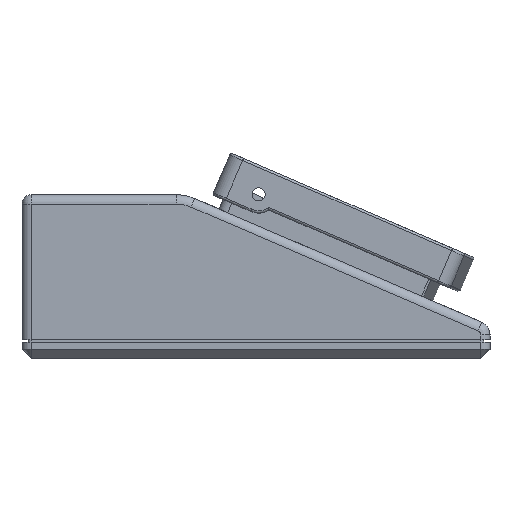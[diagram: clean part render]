
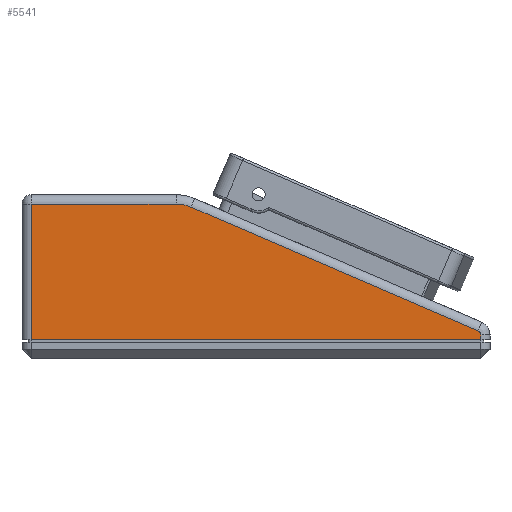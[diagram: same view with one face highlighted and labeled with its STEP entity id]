
A CAD part, front view. The second image highlights one B-rep face of the part: STEP entity #5541.
In plain terms, the highlighted planar face has unit normal (0, -1, 0).
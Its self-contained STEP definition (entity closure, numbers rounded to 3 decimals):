
#216=PLANE('',#5994);
#436=FACE_OUTER_BOUND('',#780,.T.);
#780=EDGE_LOOP('',(#4405,#4406,#4407,#4408,#4409,#4410,#4411));
#1275=LINE('',#8907,#1793);
#1280=LINE('',#8923,#1798);
#1281=LINE('',#8927,#1799);
#1282=LINE('',#8931,#1800);
#1283=LINE('',#8932,#1801);
#1793=VECTOR('',#7164,10.);
#1798=VECTOR('',#7179,10.);
#1799=VECTOR('',#7182,10.);
#1800=VECTOR('',#7185,10.);
#1801=VECTOR('',#7186,10.);
#2147=CIRCLE('',#5995,1.);
#2148=CIRCLE('',#5996,8.);
#2586=VERTEX_POINT('',#8904);
#2587=VERTEX_POINT('',#8906);
#2593=VERTEX_POINT('',#8922);
#2594=VERTEX_POINT('',#8924);
#2595=VERTEX_POINT('',#8926);
#2596=VERTEX_POINT('',#8928);
#2597=VERTEX_POINT('',#8930);
#3241=EDGE_CURVE('',#2587,#2586,#1275,.T.);
#3249=EDGE_CURVE('',#2593,#2586,#1280,.T.);
#3250=EDGE_CURVE('',#2594,#2593,#2147,.T.);
#3251=EDGE_CURVE('',#2595,#2594,#1281,.T.);
#3252=EDGE_CURVE('',#2596,#2595,#2148,.T.);
#3253=EDGE_CURVE('',#2597,#2596,#1282,.T.);
#3254=EDGE_CURVE('',#2587,#2597,#1283,.T.);
#4405=ORIENTED_EDGE('',*,*,#3241,.T.);
#4406=ORIENTED_EDGE('',*,*,#3249,.F.);
#4407=ORIENTED_EDGE('',*,*,#3250,.F.);
#4408=ORIENTED_EDGE('',*,*,#3251,.F.);
#4409=ORIENTED_EDGE('',*,*,#3252,.F.);
#4410=ORIENTED_EDGE('',*,*,#3253,.F.);
#4411=ORIENTED_EDGE('',*,*,#3254,.F.);
#5541=ADVANCED_FACE('',(#436),#216,.T.);
#5994=AXIS2_PLACEMENT_3D('',#8921,#7177,#7178);
#5995=AXIS2_PLACEMENT_3D('',#8925,#7180,#7181);
#5996=AXIS2_PLACEMENT_3D('',#8929,#7183,#7184);
#7164=DIRECTION('',(1.,0.,0.));
#7177=DIRECTION('center_axis',(0.,-1.,0.));
#7178=DIRECTION('ref_axis',(0.,0.,-1.));
#7179=DIRECTION('',(0.,0.,-1.));
#7180=DIRECTION('center_axis',(0.,1.,0.));
#7181=DIRECTION('ref_axis',(0.835,0.,0.55));
#7182=DIRECTION('',(0.918,0.,-0.396));
#7183=DIRECTION('center_axis',(0.,1.,0.));
#7184=DIRECTION('ref_axis',(0.202,0.,0.979));
#7185=DIRECTION('',(1.,0.,0.));
#7186=DIRECTION('',(0.,0.,1.));
#8904=CARTESIAN_POINT('',(48.,-70.,4.));
#8906=CARTESIAN_POINT('',(-48.,-70.,4.));
#8907=CARTESIAN_POINT('',(0.,-70.,4.));
#8921=CARTESIAN_POINT('Origin',(0.,-70.,17.5));
#8922=CARTESIAN_POINT('',(48.,-70.,5.026));
#8923=CARTESIAN_POINT('',(48.,-70.,12.25));
#8924=CARTESIAN_POINT('',(47.396,-70.,5.944));
#8925=CARTESIAN_POINT('Origin',(47.,-70.,5.026));
#8926=CARTESIAN_POINT('',(-13.897,-70.,32.347));
#8927=CARTESIAN_POINT('',(-6.286,-70.,29.069));
#8928=CARTESIAN_POINT('',(-17.062,-70.,33.));
#8929=CARTESIAN_POINT('Origin',(-17.062,-70.,25.));
#8930=CARTESIAN_POINT('',(-48.,-70.,33.));
#8931=CARTESIAN_POINT('',(-25.,-70.,33.));
#8932=CARTESIAN_POINT('',(-48.,-70.,8.75));
